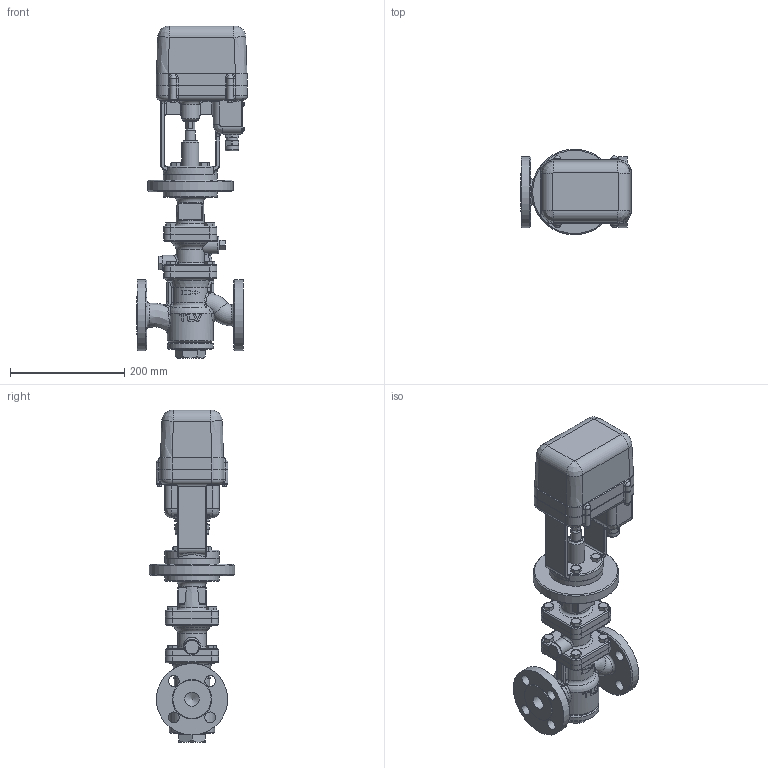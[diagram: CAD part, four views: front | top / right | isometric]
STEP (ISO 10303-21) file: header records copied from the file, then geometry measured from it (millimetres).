
FILE_DESCRIPTION(/* description */ (''),/* implementation_level */ '2;1');
FILE_NAME(/* name */ 'ccr16-025-jis16-00.stp',/* time_stamp */ '2018-01-26T16:43:37+09:00',/* author */ ('nakaot'),/* organization */ (''),/* preprocessor_version */ 'ST-DEVELOPER v15.6',/* originating_system */ 'Autodesk Inventor 2015',/* authorisation */ '');
FILE_SCHEMA (('CONFIG_CONTROL_DESIGN','AP242_MANAGED_MODEL_BASED_3D_ENGINEERING_MIM_LF'));
Products named in the file (1): ccr16-025-jis16-00
Bounding box: 194 x 150 x 582 mm (x, y, z)
Volume: 4897518.6 mm3; surface area: 478403.2 mm2
Topology: 1 solids, 3 shells, 1256 faces, 2994 edges, 1809 vertices
Faces by surface type: plane 492, cylinder 328, bspline 176, cone 149, torus 89, sphere 22
Full cylindrical faces by diameter (mm): 2.459 x4, 4 x4, 4.6 x4, 5.3 x4, 6 x8, 7 x4, 10 x24, 12 x16, 18 x1, 18.631 x2, 19 x8, 20 x2, 23 x1, 24 x2, 25 x2, 27 x1, 30 x2, 32 x1, 50 x2, 60 x2, 70 x1, 80 x2, 95 x3, 125 x2, 150 x1
Entity records: 48789 total; most frequent: CARTESIAN_POINT 22083, ORIENTED_EDGE 5572, DIRECTION 5255, EDGE_CURVE 2786, AXIS2_PLACEMENT_3D 2090, VERTEX_POINT 1766, EDGE_LOOP 1546, FACE_OUTER_BOUND 1256
